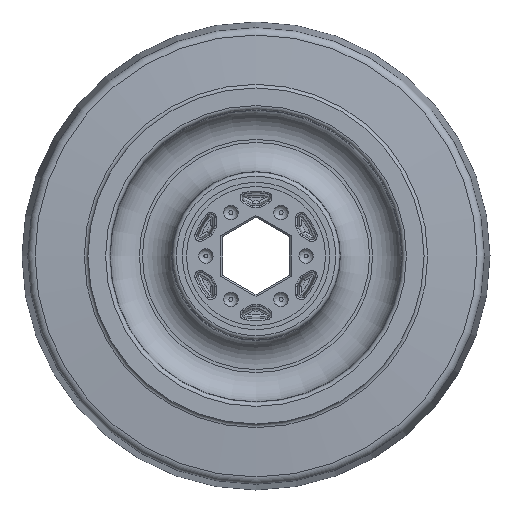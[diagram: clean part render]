
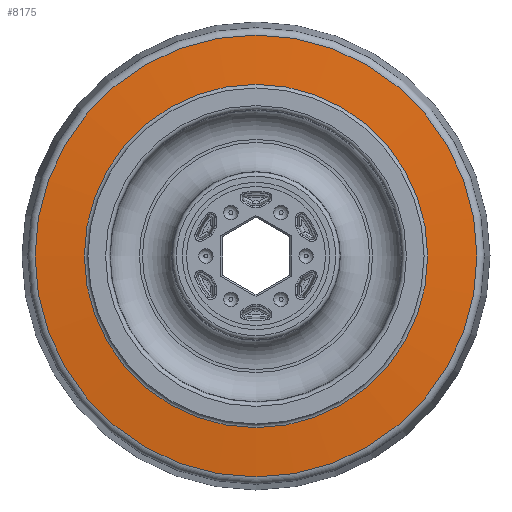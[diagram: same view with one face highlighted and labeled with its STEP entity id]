
A CAD part, left-side view. The second image highlights one B-rep face of the part: STEP entity #8175.
In plain terms, the highlighted conical face has half-angle 85 degrees and reference radius 41.974 mm.
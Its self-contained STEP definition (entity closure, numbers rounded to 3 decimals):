
#373=LINE('',#20051,#650);
#650=VECTOR('',#10207,41.974);
#1332=FACE_OUTER_BOUND('',#1878,.T.);
#1878=EDGE_LOOP('',(#6377,#6378,#6379,#6380,#6381,#6382));
#2815=CIRCLE('',#8728,41.974);
#2816=CIRCLE('',#8729,41.974);
#2829=CIRCLE('',#8744,32.611);
#2830=CIRCLE('',#8745,32.611);
#3458=VERTEX_POINT('',#19342);
#3459=VERTEX_POINT('',#19343);
#3470=VERTEX_POINT('',#19369);
#3471=VERTEX_POINT('',#19371);
#4415=EDGE_CURVE('',#3458,#3459,#2815,.T.);
#4416=EDGE_CURVE('',#3459,#3458,#2816,.T.);
#4429=EDGE_CURVE('',#3470,#3471,#2829,.T.);
#4430=EDGE_CURVE('',#3471,#3470,#2830,.T.);
#4612=EDGE_CURVE('',#3458,#3471,#373,.T.);
#6377=ORIENTED_EDGE('',*,*,#4415,.T.);
#6378=ORIENTED_EDGE('',*,*,#4416,.T.);
#6379=ORIENTED_EDGE('',*,*,#4612,.T.);
#6380=ORIENTED_EDGE('',*,*,#4429,.F.);
#6381=ORIENTED_EDGE('',*,*,#4430,.F.);
#6382=ORIENTED_EDGE('',*,*,#4612,.F.);
#7911=CONICAL_SURFACE('',#8932,41.974,1.484);
#8175=ADVANCED_FACE('',(#1332),#7911,.T.);
#8728=AXIS2_PLACEMENT_3D('',#19344,#9772,#9773);
#8729=AXIS2_PLACEMENT_3D('',#19345,#9774,#9775);
#8744=AXIS2_PLACEMENT_3D('',#19372,#9804,#9805);
#8745=AXIS2_PLACEMENT_3D('',#19373,#9806,#9807);
#8932=AXIS2_PLACEMENT_3D('',#20050,#10205,#10206);
#9772=DIRECTION('center_axis',(-1.,0.,0.));
#9773=DIRECTION('ref_axis',(0.,0.,-1.));
#9774=DIRECTION('center_axis',(-1.,0.,0.));
#9775=DIRECTION('ref_axis',(0.,0.,-1.));
#9804=DIRECTION('center_axis',(-1.,0.,0.));
#9805=DIRECTION('ref_axis',(0.,0.,1.));
#9806=DIRECTION('center_axis',(-1.,0.,0.));
#9807=DIRECTION('ref_axis',(0.,0.,1.));
#10205=DIRECTION('center_axis',(1.,0.,0.));
#10206=DIRECTION('ref_axis',(0.,0.,1.));
#10207=DIRECTION('',(-0.087,0.,0.996));
#19342=CARTESIAN_POINT('',(-13.852,0.,-41.974));
#19343=CARTESIAN_POINT('',(-13.852,0.,41.974));
#19344=CARTESIAN_POINT('Origin',(-13.852,0.,0.));
#19345=CARTESIAN_POINT('Origin',(-13.852,0.,0.));
#19369=CARTESIAN_POINT('',(-14.671,0.,32.611));
#19371=CARTESIAN_POINT('',(-14.671,0.,-32.611));
#19372=CARTESIAN_POINT('Origin',(-14.671,0.,0.));
#19373=CARTESIAN_POINT('Origin',(-14.671,0.,0.));
#20050=CARTESIAN_POINT('Origin',(-13.852,0.,0.));
#20051=CARTESIAN_POINT('',(-13.852,0.,-41.974));
